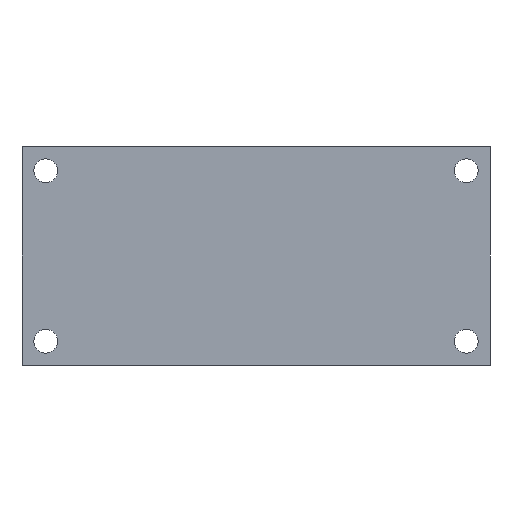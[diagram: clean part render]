
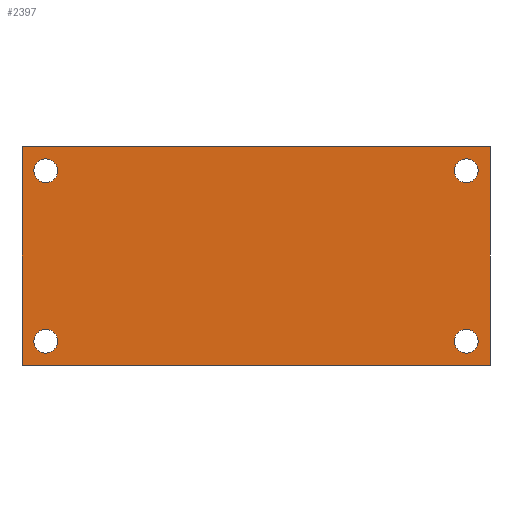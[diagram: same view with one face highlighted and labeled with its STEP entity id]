
A CAD part, front view. The second image highlights one B-rep face of the part: STEP entity #2397.
In plain terms, the highlighted planar face has unit normal (0, -1, 0).
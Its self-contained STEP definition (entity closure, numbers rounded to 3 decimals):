
#18 = ORIENTED_EDGE ( 'NONE', *, *, #814, .F. ) ;
#35 = DIRECTION ( 'NONE',  ( 1., 0., 0. ) ) ;
#136 = DIRECTION ( 'NONE',  ( 0., 0., -1. ) ) ;
#149 = AXIS2_PLACEMENT_3D ( 'NONE', #2065, #4086, #3353 ) ;
#163 = ORIENTED_EDGE ( 'NONE', *, *, #3865, .T. ) ;
#256 = CARTESIAN_POINT ( 'NONE',  ( -106., -35., 49. ) ) ;
#286 = CIRCLE ( 'NONE', #149, 6. ) ;
#292 = AXIS2_PLACEMENT_3D ( 'NONE', #1892, #4302, #898 ) ;
#350 = FACE_BOUND ( 'NONE', #1918, .T. ) ;
#442 = DIRECTION ( 'NONE',  ( 0., 1., 0. ) ) ;
#456 = CARTESIAN_POINT ( 'NONE',  ( 118., -35., 55. ) ) ;
#465 = CARTESIAN_POINT ( 'NONE',  ( -106., -35., -43. ) ) ;
#498 = AXIS2_PLACEMENT_3D ( 'NONE', #969, #2645, #2341 ) ;
#544 = EDGE_LOOP ( 'NONE', ( #2615, #18, #4273, #3689 ) ) ;
#559 = CARTESIAN_POINT ( 'NONE',  ( -106., -35., 43. ) ) ;
#576 = ORIENTED_EDGE ( 'NONE', *, *, #3574, .T. ) ;
#609 = EDGE_CURVE ( 'NONE', #778, #2283, #3312, .T. ) ;
#646 = CARTESIAN_POINT ( 'NONE',  ( -118., -35., 55. ) ) ;
#675 = CARTESIAN_POINT ( 'NONE',  ( -106., -35., -49. ) ) ;
#715 = AXIS2_PLACEMENT_3D ( 'NONE', #2050, #3106, #3406 ) ;
#778 = VERTEX_POINT ( 'NONE', #1019 ) ;
#791 = CIRCLE ( 'NONE', #3891, 6. ) ;
#814 = EDGE_CURVE ( 'NONE', #3323, #3031, #1148, .T. ) ;
#820 = DIRECTION ( 'NONE',  ( 0., 0., -1. ) ) ;
#895 = ORIENTED_EDGE ( 'NONE', *, *, #1375, .T. ) ;
#898 = DIRECTION ( 'NONE',  ( 0., 0., 1. ) ) ;
#969 = CARTESIAN_POINT ( 'NONE',  ( 106., -35., 43. ) ) ;
#986 = CARTESIAN_POINT ( 'NONE',  ( -118., -35., 55. ) ) ;
#999 = VECTOR ( 'NONE', #3805, 1000. ) ;
#1019 = CARTESIAN_POINT ( 'NONE',  ( -106., -35., 37. ) ) ;
#1064 = CARTESIAN_POINT ( 'NONE',  ( 106., -35., -37. ) ) ;
#1141 = AXIS2_PLACEMENT_3D ( 'NONE', #559, #3366, #1572 ) ;
#1148 = LINE ( 'NONE', #456, #2649 ) ;
#1208 = EDGE_CURVE ( 'NONE', #4324, #2140, #2003, .T. ) ;
#1287 = CIRCLE ( 'NONE', #498, 6. ) ;
#1323 = EDGE_LOOP ( 'NONE', ( #3826, #3382 ) ) ;
#1371 = CARTESIAN_POINT ( 'NONE',  ( 118., -35., 55. ) ) ;
#1375 = EDGE_CURVE ( 'NONE', #2425, #3019, #2185, .T. ) ;
#1381 = CIRCLE ( 'NONE', #3545, 6. ) ;
#1572 = DIRECTION ( 'NONE',  ( 0., 0., -1. ) ) ;
#1579 = ORIENTED_EDGE ( 'NONE', *, *, #2544, .T. ) ;
#1623 = EDGE_CURVE ( 'NONE', #3019, #2425, #1287, .T. ) ;
#1670 = CARTESIAN_POINT ( 'NONE',  ( -118., -35., 55. ) ) ;
#1731 = FACE_OUTER_BOUND ( 'NONE', #544, .T. ) ;
#1837 = CARTESIAN_POINT ( 'NONE',  ( -118., -35., -55. ) ) ;
#1892 = CARTESIAN_POINT ( 'NONE',  ( 106., -35., 43. ) ) ;
#1918 = EDGE_LOOP ( 'NONE', ( #3276, #163 ) ) ;
#2003 = LINE ( 'NONE', #1670, #3759 ) ;
#2009 = CIRCLE ( 'NONE', #3239, 6. ) ;
#2050 = CARTESIAN_POINT ( 'NONE',  ( -118., -35., 55. ) ) ;
#2065 = CARTESIAN_POINT ( 'NONE',  ( 106., -35., -43. ) ) ;
#2116 = VERTEX_POINT ( 'NONE', #1064 ) ;
#2125 = CARTESIAN_POINT ( 'NONE',  ( 118., -35., -55. ) ) ;
#2140 = VERTEX_POINT ( 'NONE', #1837 ) ;
#2163 = AXIS2_PLACEMENT_3D ( 'NONE', #2475, #3410, #2431 ) ;
#2185 = CIRCLE ( 'NONE', #292, 6. ) ;
#2283 = VERTEX_POINT ( 'NONE', #256 ) ;
#2296 = CARTESIAN_POINT ( 'NONE',  ( 106., -35., -49. ) ) ;
#2341 = DIRECTION ( 'NONE',  ( 0., 0., 1. ) ) ;
#2345 = EDGE_LOOP ( 'NONE', ( #895, #2671 ) ) ;
#2372 = EDGE_CURVE ( 'NONE', #4324, #3323, #2796, .T. ) ;
#2385 = LINE ( 'NONE', #4421, #2740 ) ;
#2397 = ADVANCED_FACE ( 'NONE', ( #350, #3828, #4172, #3450, #1731 ), #4077, .F. ) ;
#2425 = VERTEX_POINT ( 'NONE', #3496 ) ;
#2431 = DIRECTION ( 'NONE',  ( 0., 0., -1. ) ) ;
#2475 = CARTESIAN_POINT ( 'NONE',  ( -106., -35., 43. ) ) ;
#2544 = EDGE_CURVE ( 'NONE', #2950, #4338, #2009, .T. ) ;
#2615 = ORIENTED_EDGE ( 'NONE', *, *, #2882, .T. ) ;
#2645 = DIRECTION ( 'NONE',  ( 0., 1., 0. ) ) ;
#2649 = VECTOR ( 'NONE', #820, 1000. ) ;
#2671 = ORIENTED_EDGE ( 'NONE', *, *, #1623, .T. ) ;
#2740 = VECTOR ( 'NONE', #35, 1000. ) ;
#2796 = LINE ( 'NONE', #646, #999 ) ;
#2804 = EDGE_CURVE ( 'NONE', #2283, #778, #4322, .T. ) ;
#2859 = VERTEX_POINT ( 'NONE', #2296 ) ;
#2882 = EDGE_CURVE ( 'NONE', #2140, #3031, #2385, .T. ) ;
#2900 = CARTESIAN_POINT ( 'NONE',  ( 106., -35., -43. ) ) ;
#2950 = VERTEX_POINT ( 'NONE', #675 ) ;
#3019 = VERTEX_POINT ( 'NONE', #4177 ) ;
#3031 = VERTEX_POINT ( 'NONE', #2125 ) ;
#3041 = DIRECTION ( 'NONE',  ( 0., 0., -1. ) ) ;
#3058 = DIRECTION ( 'NONE',  ( 0., 0., 1. ) ) ;
#3106 = DIRECTION ( 'NONE',  ( 0., 1., 0. ) ) ;
#3233 = DIRECTION ( 'NONE',  ( 0., 1., 0. ) ) ;
#3239 = AXIS2_PLACEMENT_3D ( 'NONE', #3466, #3754, #3422 ) ;
#3276 = ORIENTED_EDGE ( 'NONE', *, *, #4180, .T. ) ;
#3312 = CIRCLE ( 'NONE', #2163, 6. ) ;
#3323 = VERTEX_POINT ( 'NONE', #1371 ) ;
#3353 = DIRECTION ( 'NONE',  ( 0., 0., -1. ) ) ;
#3366 = DIRECTION ( 'NONE',  ( 0., 1., 0. ) ) ;
#3382 = ORIENTED_EDGE ( 'NONE', *, *, #609, .T. ) ;
#3406 = DIRECTION ( 'NONE',  ( -1., 0., 0. ) ) ;
#3410 = DIRECTION ( 'NONE',  ( 0., 1., 0. ) ) ;
#3413 = CARTESIAN_POINT ( 'NONE',  ( -106., -35., -37. ) ) ;
#3422 = DIRECTION ( 'NONE',  ( 0., 0., 1. ) ) ;
#3450 = FACE_BOUND ( 'NONE', #4196, .T. ) ;
#3466 = CARTESIAN_POINT ( 'NONE',  ( -106., -35., -43. ) ) ;
#3496 = CARTESIAN_POINT ( 'NONE',  ( 106., -35., 49. ) ) ;
#3545 = AXIS2_PLACEMENT_3D ( 'NONE', #2900, #3233, #136 ) ;
#3574 = EDGE_CURVE ( 'NONE', #4338, #2950, #791, .T. ) ;
#3689 = ORIENTED_EDGE ( 'NONE', *, *, #1208, .T. ) ;
#3754 = DIRECTION ( 'NONE',  ( 0., 1., 0. ) ) ;
#3759 = VECTOR ( 'NONE', #3041, 1000. ) ;
#3805 = DIRECTION ( 'NONE',  ( 1., 0., 0. ) ) ;
#3826 = ORIENTED_EDGE ( 'NONE', *, *, #2804, .T. ) ;
#3828 = FACE_BOUND ( 'NONE', #2345, .T. ) ;
#3865 = EDGE_CURVE ( 'NONE', #2859, #2116, #286, .T. ) ;
#3891 = AXIS2_PLACEMENT_3D ( 'NONE', #465, #442, #3058 ) ;
#4077 = PLANE ( 'NONE',  #715 ) ;
#4086 = DIRECTION ( 'NONE',  ( 0., 1., 0. ) ) ;
#4172 = FACE_BOUND ( 'NONE', #1323, .T. ) ;
#4177 = CARTESIAN_POINT ( 'NONE',  ( 106., -35., 37. ) ) ;
#4180 = EDGE_CURVE ( 'NONE', #2116, #2859, #1381, .T. ) ;
#4196 = EDGE_LOOP ( 'NONE', ( #576, #1579 ) ) ;
#4273 = ORIENTED_EDGE ( 'NONE', *, *, #2372, .F. ) ;
#4302 = DIRECTION ( 'NONE',  ( 0., 1., 0. ) ) ;
#4322 = CIRCLE ( 'NONE', #1141, 6. ) ;
#4324 = VERTEX_POINT ( 'NONE', #986 ) ;
#4338 = VERTEX_POINT ( 'NONE', #3413 ) ;
#4421 = CARTESIAN_POINT ( 'NONE',  ( -118., -35., -55. ) ) ;
